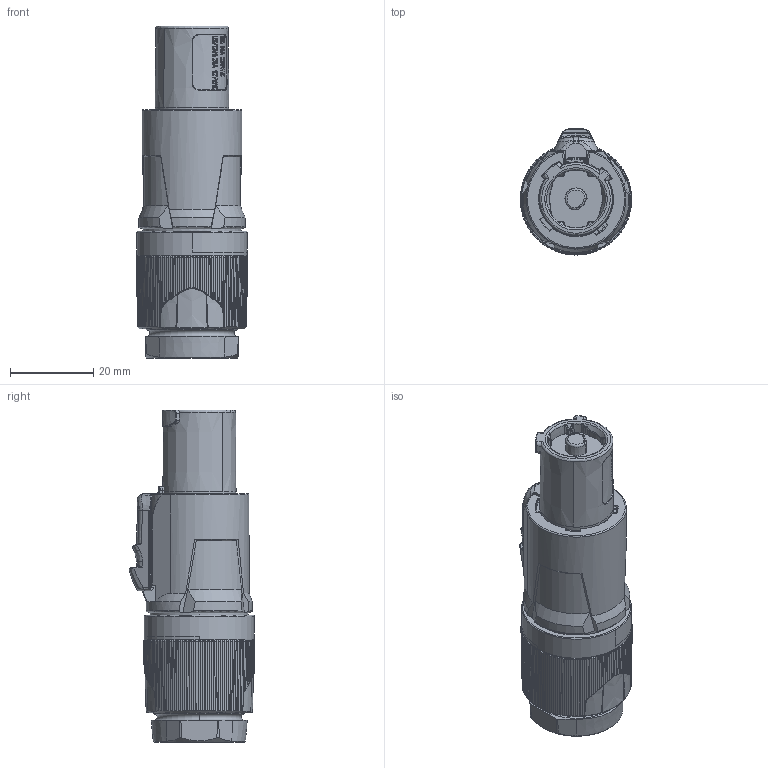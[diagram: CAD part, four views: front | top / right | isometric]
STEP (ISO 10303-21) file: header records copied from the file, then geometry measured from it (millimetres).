
FILE_DESCRIPTION((''),'2;1');
FILE_NAME('30012109','2025-02-07T12:44:56',('SYSTEM'),(''),'CREO PARAMETRIC BY PTC INC, 2023424','CREO PARAMETRIC BY PTC INC, 2023424','');
FILE_SCHEMA(('CONFIG_CONTROL_DESIGN'));
Products named in the file (1): 30012109
Bounding box: 26.83 x 30.33 x 79.95 mm (x, y, z)
Volume: 33798.4 mm3; surface area: 7846.7 mm2
Topology: 1 solids, 1 shells, 2022 faces, 5256 edges, 3282 vertices
Faces by surface type: plane 666, extrusion 618, bspline 294, cone 192, torus 109, cylinder 104, sphere 39
Entity records: 78760 total; most frequent: CARTESIAN_POINT 35338, ORIENTED_EDGE 10512, DIRECTION 6224, EDGE_CURVE 5256, VERTEX_POINT 3282, B_SPLINE_CURVE_WITH_KNOTS 3281, VECTOR 2418, EDGE_LOOP 2070
